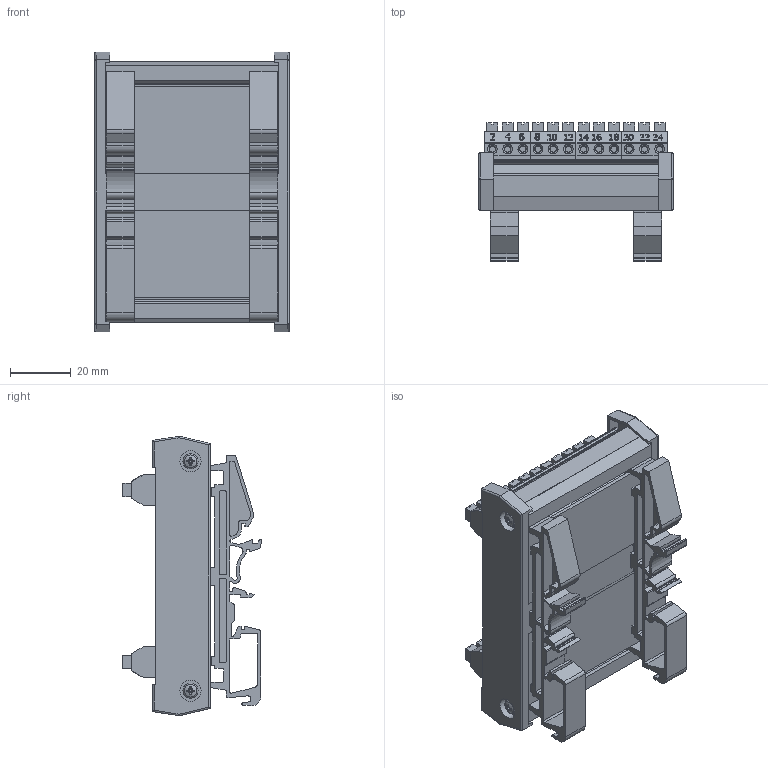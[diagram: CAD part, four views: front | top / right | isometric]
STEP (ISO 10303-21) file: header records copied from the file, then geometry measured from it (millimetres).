
FILE_DESCRIPTION((''),'2;1');
FILE_NAME('8837.2_S.stp','2014-01-14T11:01:22',('roland'),(''),'Autodesk Inventor 2013','Autodesk Inventor 2013','');
FILE_SCHEMA(('CONFIG_CONTROL_DESIGN'));
Length unit declared in the file: millimetre
Products named in the file (9): 8837; 12 plate; 12diodes; BASE SIDE; BASE LEGS; BS EN ISO 7045 Z - Metric M2.5 x 10 - 4.8 - Z; 3 Green spring; 12 lable1; 12 lable2
Assembly tree (20 placements, depth 2):
  8837
    12 plate
    12diodes
    BASE SIDE  x2
    BASE LEGS  x2
    BS EN ISO 7045 Z - Metric M2.5 x 10 - 4.8 - Z  x4
    3 Green spring  x8
    12 lable1
    12 lable2
Bounding box: 64 x 45.69 x 91.98 mm (x, y, z)
Volume: 46491.9 mm3; surface area: 61448.5 mm2
Topology: 20 solids, 20 shells, 2089 faces, 5543 edges, 3670 vertices
Faces by surface type: plane 1262, cylinder 393, bspline 322, cone 64, torus 44, sphere 4
Full cylindrical faces by diameter (mm): 1 x72, 1.3 x24, 2 x48, 2.256 x4, 2.5 x4, 3.2 x28, 7 x4, 9 x4
Entity records: 43343 total; most frequent: CARTESIAN_POINT 11695, ORIENTED_EDGE 6924, DIRECTION 5289, EDGE_CURVE 3462, VERTEX_POINT 2381, VECTOR 2259, LINE 2259, EDGE_LOOP 1693
